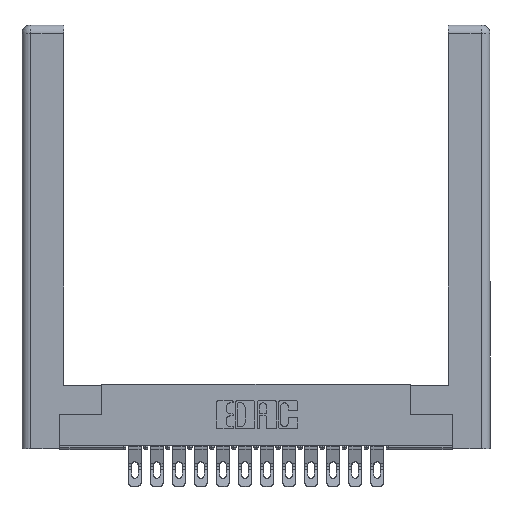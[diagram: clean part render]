
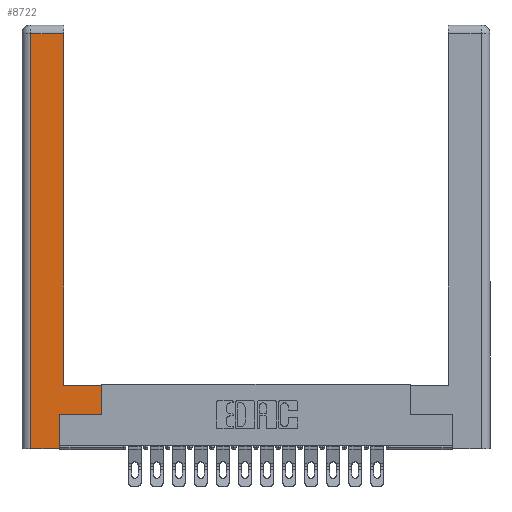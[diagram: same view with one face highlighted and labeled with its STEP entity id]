
A CAD part, top view. The second image highlights one B-rep face of the part: STEP entity #8722.
In plain terms, the highlighted planar face has unit normal (0, 0, 1).
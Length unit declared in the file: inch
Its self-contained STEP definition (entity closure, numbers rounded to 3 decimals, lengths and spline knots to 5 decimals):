
#149 = CARTESIAN_POINT ( 'NONE',  ( 0.565, 0.45, 0. ) ) ;
#483 = CARTESIAN_POINT ( 'NONE',  ( 0.0615, 2.94, 0. ) ) ;
#1435 = DIRECTION ( 'NONE',  ( 1., 0., 0. ) ) ;
#1671 = DIRECTION ( 'NONE',  ( 0., 0., -1. ) ) ;
#2225 = ORIENTED_EDGE ( 'NONE', *, *, #11221, .T. ) ;
#2233 = EDGE_CURVE ( 'NONE', #4170, #19053, #9900, .T. ) ;
#2995 = PLANE ( 'NONE',  #4848 ) ;
#3288 = EDGE_CURVE ( 'NONE', #10017, #8275, #14630, .T. ) ;
#3354 = CARTESIAN_POINT ( 'NONE',  ( 0.0615, 0., 0. ) ) ;
#3547 = EDGE_LOOP ( 'NONE', ( #14431, #5175, #7964, #9404, #8212, #19875, #6621, #2225 ) ) ;
#3566 = DIRECTION ( 'NONE',  ( 0., 1., 0. ) ) ;
#4170 = VERTEX_POINT ( 'NONE', #19030 ) ;
#4284 = VERTEX_POINT ( 'NONE', #13174 ) ;
#4612 = VECTOR ( 'NONE', #18692, 39.37008 ) ;
#4835 = LINE ( 'NONE', #6191, #5815 ) ;
#4848 = AXIS2_PLACEMENT_3D ( 'NONE', #15584, #1671, #6491 ) ;
#5175 = ORIENTED_EDGE ( 'NONE', *, *, #3288, .T. ) ;
#5698 = VERTEX_POINT ( 'NONE', #3354 ) ;
#5815 = VECTOR ( 'NONE', #1435, 39.37008 ) ;
#5998 = EDGE_CURVE ( 'NONE', #19053, #19565, #18390, .T. ) ;
#6065 = LINE ( 'NONE', #9597, #4612 ) ;
#6095 = VECTOR ( 'NONE', #8768, 39.37008 ) ;
#6191 = CARTESIAN_POINT ( 'NONE',  ( 0.265, 0., 0. ) ) ;
#6282 = LINE ( 'NONE', #18833, #15927 ) ;
#6421 = CARTESIAN_POINT ( 'NONE',  ( 0.0615, 2.94, 0. ) ) ;
#6457 = DIRECTION ( 'NONE',  ( 0., -1., 0. ) ) ;
#6479 = CARTESIAN_POINT ( 'NONE',  ( 0.565, 0.245, 0. ) ) ;
#6491 = DIRECTION ( 'NONE',  ( -1., 0., 0. ) ) ;
#6595 = EDGE_CURVE ( 'NONE', #4284, #10017, #15967, .T. ) ;
#6621 = ORIENTED_EDGE ( 'NONE', *, *, #17928, .T. ) ;
#7398 = EDGE_CURVE ( 'NONE', #5698, #4170, #4835, .T. ) ;
#7516 = EDGE_CURVE ( 'NONE', #8275, #5698, #6282, .T. ) ;
#7906 = CARTESIAN_POINT ( 'NONE',  ( 0.265, 0.245, 0. ) ) ;
#7964 = ORIENTED_EDGE ( 'NONE', *, *, #7516, .T. ) ;
#8201 = VECTOR ( 'NONE', #3566, 39.37008 ) ;
#8212 = ORIENTED_EDGE ( 'NONE', *, *, #2233, .T. ) ;
#8275 = VERTEX_POINT ( 'NONE', #483 ) ;
#8722 = ADVANCED_FACE ( 'NONE', ( #17315 ), #2995, .F. ) ;
#8768 = DIRECTION ( 'NONE',  ( 0., 1., 0. ) ) ;
#9404 = ORIENTED_EDGE ( 'NONE', *, *, #7398, .T. ) ;
#9597 = CARTESIAN_POINT ( 'NONE',  ( 0.295, 0.45, 0. ) ) ;
#9900 = LINE ( 'NONE', #13041, #8201 ) ;
#9948 = VERTEX_POINT ( 'NONE', #149 ) ;
#10017 = VERTEX_POINT ( 'NONE', #17288 ) ;
#11221 = EDGE_CURVE ( 'NONE', #9948, #4284, #6065, .T. ) ;
#11271 = VECTOR ( 'NONE', #17061, 39.37008 ) ;
#11517 = DIRECTION ( 'NONE',  ( 0., 1., 0. ) ) ;
#11624 = CARTESIAN_POINT ( 'NONE',  ( 0.565, 0.245, 0. ) ) ;
#13041 = CARTESIAN_POINT ( 'NONE',  ( 0.265, 0.245, 0. ) ) ;
#13174 = CARTESIAN_POINT ( 'NONE',  ( 0.295, 0.45, 0. ) ) ;
#13543 = LINE ( 'NONE', #14542, #19325 ) ;
#13545 = VECTOR ( 'NONE', #19563, 39.37008 ) ;
#14431 = ORIENTED_EDGE ( 'NONE', *, *, #6595, .T. ) ;
#14542 = CARTESIAN_POINT ( 'NONE',  ( 0.565, 0.45, 0. ) ) ;
#14630 = LINE ( 'NONE', #6421, #11271 ) ;
#15584 = CARTESIAN_POINT ( 'NONE',  ( 0., 0., 0. ) ) ;
#15927 = VECTOR ( 'NONE', #6457, 39.37008 ) ;
#15967 = LINE ( 'NONE', #16588, #6095 ) ;
#16588 = CARTESIAN_POINT ( 'NONE',  ( 0.295, 3., 0. ) ) ;
#17061 = DIRECTION ( 'NONE',  ( -1., 0., 0. ) ) ;
#17288 = CARTESIAN_POINT ( 'NONE',  ( 0.295, 2.94, 0. ) ) ;
#17315 = FACE_OUTER_BOUND ( 'NONE', #3547, .T. ) ;
#17928 = EDGE_CURVE ( 'NONE', #19565, #9948, #13543, .T. ) ;
#18390 = LINE ( 'NONE', #11624, #13545 ) ;
#18692 = DIRECTION ( 'NONE',  ( -1., 0., 0. ) ) ;
#18833 = CARTESIAN_POINT ( 'NONE',  ( 0.0615, 0., 0. ) ) ;
#19030 = CARTESIAN_POINT ( 'NONE',  ( 0.265, 0., 0. ) ) ;
#19053 = VERTEX_POINT ( 'NONE', #7906 ) ;
#19325 = VECTOR ( 'NONE', #11517, 39.37008 ) ;
#19563 = DIRECTION ( 'NONE',  ( 1., 0., 0. ) ) ;
#19565 = VERTEX_POINT ( 'NONE', #6479 ) ;
#19875 = ORIENTED_EDGE ( 'NONE', *, *, #5998, .T. ) ;
